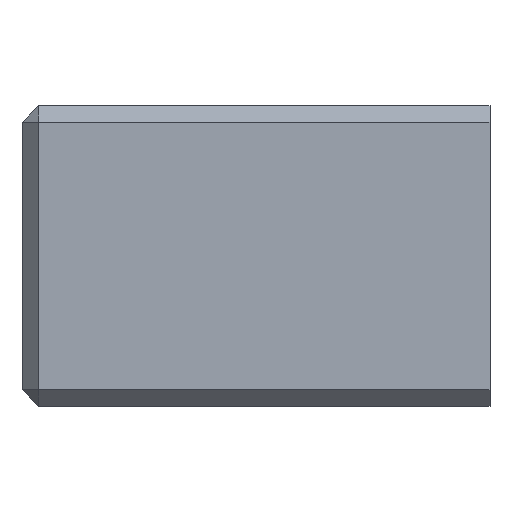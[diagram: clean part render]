
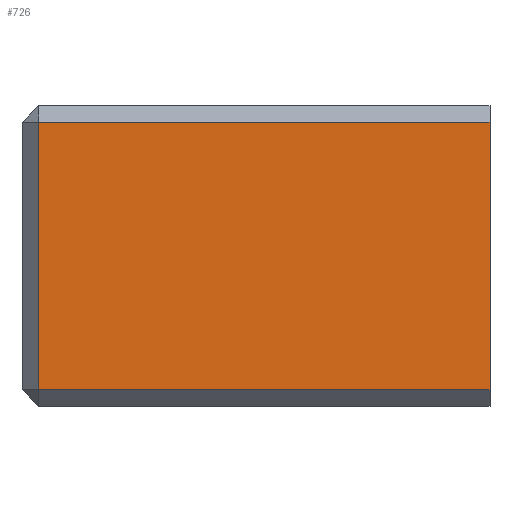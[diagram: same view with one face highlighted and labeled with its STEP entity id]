
A CAD part, front view. The second image highlights one B-rep face of the part: STEP entity #726.
In plain terms, the highlighted planar face has unit normal (0, -1, 0).
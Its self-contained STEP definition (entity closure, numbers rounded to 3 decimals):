
#4 = VERTEX_POINT ( 'NONE', #699 ) ;
#6 = VECTOR ( 'NONE', #144, 1000. ) ;
#12 = VECTOR ( 'NONE', #701, 1000. ) ;
#21 = LINE ( 'NONE', #297, #110 ) ;
#23 = EDGE_CURVE ( 'NONE', #317, #289, #344, .T. ) ;
#36 = ORIENTED_EDGE ( 'NONE', *, *, #79, .T. ) ;
#43 = LINE ( 'NONE', #158, #6 ) ;
#67 = DIRECTION ( 'NONE',  ( 0., 0., 1. ) ) ;
#79 = EDGE_CURVE ( 'NONE', #253, #4, #43, .T. ) ;
#87 = CARTESIAN_POINT ( 'NONE',  ( -26., -55., 18. ) ) ;
#110 = VECTOR ( 'NONE', #245, 1000. ) ;
#144 = DIRECTION ( 'NONE',  ( -1., 0., 0. ) ) ;
#158 = CARTESIAN_POINT ( 'NONE',  ( 28., -55., 16. ) ) ;
#173 = AXIS2_PLACEMENT_3D ( 'NONE', #467, #341, #67 ) ;
#176 = CARTESIAN_POINT ( 'NONE',  ( -26., -55., -16. ) ) ;
#234 = EDGE_LOOP ( 'NONE', ( #394, #246, #499, #36 ) ) ;
#243 = CARTESIAN_POINT ( 'NONE',  ( 28., -55., -16. ) ) ;
#245 = DIRECTION ( 'NONE',  ( 0., 0., -1. ) ) ;
#246 = ORIENTED_EDGE ( 'NONE', *, *, #23, .T. ) ;
#253 = VERTEX_POINT ( 'NONE', #670 ) ;
#289 = VERTEX_POINT ( 'NONE', #494 ) ;
#297 = CARTESIAN_POINT ( 'NONE',  ( 28., -55., 18. ) ) ;
#317 = VERTEX_POINT ( 'NONE', #176 ) ;
#341 = DIRECTION ( 'NONE',  ( 0., 1., 0. ) ) ;
#344 = LINE ( 'NONE', #243, #367 ) ;
#367 = VECTOR ( 'NONE', #525, 1000. ) ;
#394 = ORIENTED_EDGE ( 'NONE', *, *, #539, .T. ) ;
#435 = EDGE_CURVE ( 'NONE', #253, #289, #21, .T. ) ;
#467 = CARTESIAN_POINT ( 'NONE',  ( 28., -55., 18. ) ) ;
#494 = CARTESIAN_POINT ( 'NONE',  ( 28., -55., -16. ) ) ;
#499 = ORIENTED_EDGE ( 'NONE', *, *, #435, .F. ) ;
#525 = DIRECTION ( 'NONE',  ( 1., 0., 0. ) ) ;
#539 = EDGE_CURVE ( 'NONE', #4, #317, #704, .T. ) ;
#624 = FACE_OUTER_BOUND ( 'NONE', #234, .T. ) ;
#635 = PLANE ( 'NONE',  #173 ) ;
#670 = CARTESIAN_POINT ( 'NONE',  ( 28., -55., 16. ) ) ;
#699 = CARTESIAN_POINT ( 'NONE',  ( -26., -55., 16. ) ) ;
#701 = DIRECTION ( 'NONE',  ( 0., 0., -1. ) ) ;
#704 = LINE ( 'NONE', #87, #12 ) ;
#726 = ADVANCED_FACE ( 'NONE', ( #624 ), #635, .F. ) ;
